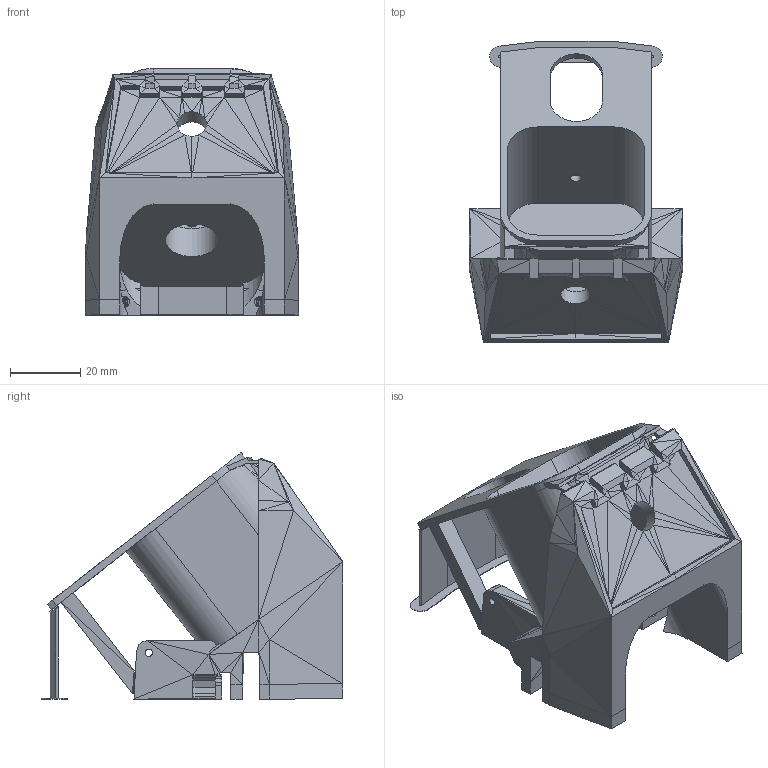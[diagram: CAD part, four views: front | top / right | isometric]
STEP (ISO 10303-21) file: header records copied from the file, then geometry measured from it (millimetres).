
FILE_DESCRIPTION(/* description */ (''),/* implementation_level */ '2;1');
FILE_NAME(/* name */ 'Camera Mount v8.step',/* time_stamp */ '2019-11-17T21:28:59-05:00',/* author */ (''),/* organization */ (''),/* preprocessor_version */ 'ST-DEVELOPER v18',/* originating_system */ 'Autodesk Translation Framework v8.12.0.6',/* authorisation */ '');
FILE_SCHEMA (('AUTOMOTIVE_DESIGN { 1 0 10303 214 3 1 1 }'));
Length unit declared in the file: millimetre
Products named in the file (2): Camera Mount; SessionBox v2
Assembly tree (1 placements, depth 2):
  Camera Mount
    SessionBox v2
Bounding box: 60.58 x 85.68 x 70.02 mm (x, y, z)
Volume: 59983.5 mm3; surface area: 31552.7 mm2
Topology: 1 solids, 1 shells, 565 faces, 1260 edges, 683 vertices
Faces by surface type: plane 530, cylinder 30, bspline 5
Full cylindrical faces by diameter (mm): 2.076 x2, 3 x1, 3.113 x4, 8.449 x1, 15 x1
Entity records: 27184 total; most frequent: CARTESIAN_POINT 14790, ORIENTED_EDGE 2520, DIRECTION 2518, EDGE_CURVE 1260, LINE 1100, VECTOR 1100, AXIS2_PLACEMENT_3D 709, VERTEX_POINT 683
